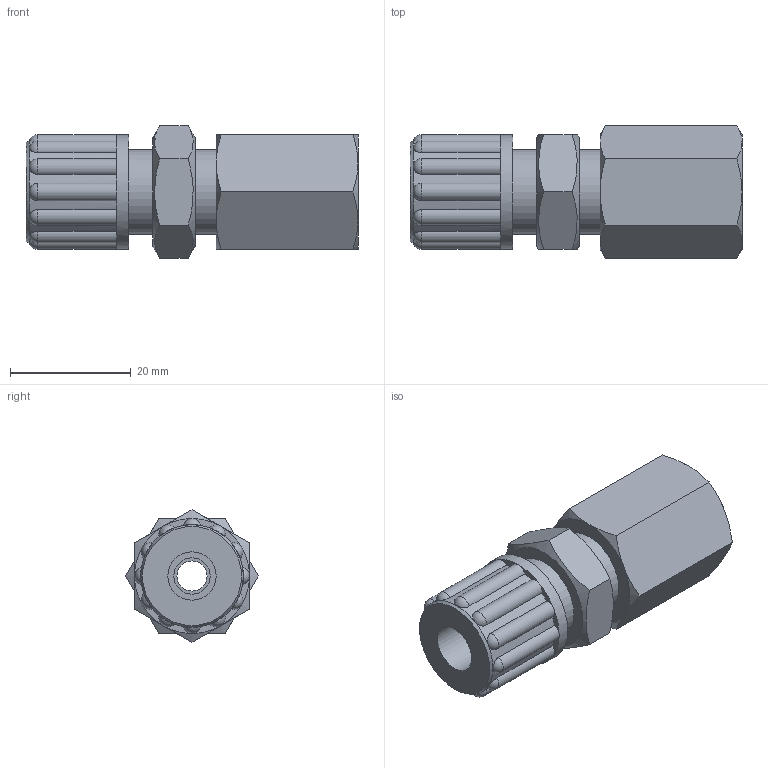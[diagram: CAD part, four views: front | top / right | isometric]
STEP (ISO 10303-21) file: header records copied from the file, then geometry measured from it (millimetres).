
FILE_DESCRIPTION(/* description */ (''),/* implementation_level */ '2;1');
FILE_NAME(/* name */ '1A100P43xx.stp',/* time_stamp */ '2020-05-28T08:45:47+02:00',/* author */ ('aruf'),/* organization */ (''),/* preprocessor_version */ 'ST-DEVELOPER v18',/* originating_system */ 'Autodesk Inventor 2020',/* authorisation */ '');
FILE_SCHEMA (('AUTOMOTIVE_DESIGN { 1 0 10303 214 3 1 1 }'));
Length unit declared in the file: millimetre
Products named in the file (1): 1A100P_tab-01
Bounding box: 55 x 21.94 x 21.94 mm (x, y, z)
Volume: 12854.6 mm3; surface area: 5958.5 mm2
Topology: 1 solids, 1 shells, 91 faces, 220 edges, 138 vertices
Faces by surface type: plane 33, cylinder 31, cone 15, sphere 12
Full cylindrical faces by diameter (mm): 5 x1, 6 x1, 8 x2, 14 x2, 19 x1
Entity records: 2857 total; most frequent: CARTESIAN_POINT 738, DIRECTION 458, ORIENTED_EDGE 440, EDGE_CURVE 220, AXIS2_PLACEMENT_3D 206, VERTEX_POINT 138, CIRCLE 114, EDGE_LOOP 100
